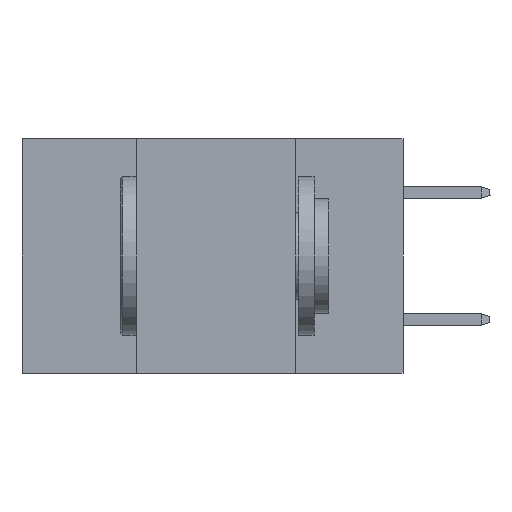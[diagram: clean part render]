
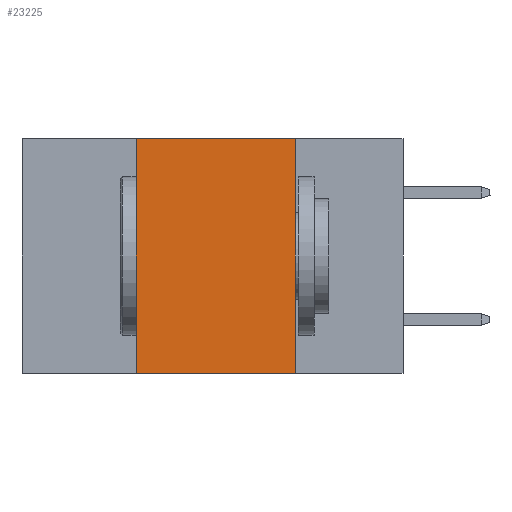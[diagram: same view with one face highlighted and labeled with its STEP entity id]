
A CAD part, left-side view. The second image highlights one B-rep face of the part: STEP entity #23225.
In plain terms, the highlighted planar face has unit normal (-1, 0, 0).
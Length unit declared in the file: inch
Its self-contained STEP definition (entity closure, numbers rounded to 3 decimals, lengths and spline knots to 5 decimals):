
#1102 = VERTEX_POINT ( 'NONE', #7661 ) ;
#2083 = EDGE_CURVE ( 'NONE', #1102, #24874, #5506, .T. ) ;
#3281 = CARTESIAN_POINT ( 'NONE',  ( 0., 0.17, 0. ) ) ;
#4739 = CARTESIAN_POINT ( 'NONE',  ( 0., 0.6, 0. ) ) ;
#4890 = DIRECTION ( 'NONE',  ( 0., -1., 0. ) ) ;
#5506 = LINE ( 'NONE', #17972, #9460 ) ;
#5883 = CARTESIAN_POINT ( 'NONE',  ( 0., 0.17, 0. ) ) ;
#6025 = EDGE_CURVE ( 'NONE', #24874, #7506, #37878, .T. ) ;
#7506 = VERTEX_POINT ( 'NONE', #3281 ) ;
#7661 = CARTESIAN_POINT ( 'NONE',  ( 0., 0.42, -0.37 ) ) ;
#9460 = VECTOR ( 'NONE', #33154, 39.37008 ) ;
#10787 = VECTOR ( 'NONE', #29809, 39.37008 ) ;
#10832 = CARTESIAN_POINT ( 'NONE',  ( 0., 0.6, -0.37 ) ) ;
#11031 = LINE ( 'NONE', #10832, #23373 ) ;
#14172 = CARTESIAN_POINT ( 'NONE',  ( 0., 0.17, -0.37 ) ) ;
#16397 = FACE_OUTER_BOUND ( 'NONE', #34495, .T. ) ;
#16781 = DIRECTION ( 'NONE',  ( 1., 0., 0. ) ) ;
#17972 = CARTESIAN_POINT ( 'NONE',  ( 0., 0.42, 0. ) ) ;
#19400 = ORIENTED_EDGE ( 'NONE', *, *, #21140, .F. ) ;
#21140 = EDGE_CURVE ( 'NONE', #7506, #35102, #27639, .T. ) ;
#23225 = ADVANCED_FACE ( 'NONE', ( #16397 ), #37340, .F. ) ;
#23373 = VECTOR ( 'NONE', #31960, 39.37008 ) ;
#23830 = CARTESIAN_POINT ( 'NONE',  ( 0., 0.6, 0. ) ) ;
#24809 = AXIS2_PLACEMENT_3D ( 'NONE', #4739, #16781, #28870 ) ;
#24874 = VERTEX_POINT ( 'NONE', #25999 ) ;
#25999 = CARTESIAN_POINT ( 'NONE',  ( 0., 0.42, 0. ) ) ;
#27639 = LINE ( 'NONE', #5883, #10787 ) ;
#28870 = DIRECTION ( 'NONE',  ( 0., 0., -1. ) ) ;
#29336 = ORIENTED_EDGE ( 'NONE', *, *, #6025, .F. ) ;
#29809 = DIRECTION ( 'NONE',  ( 0., 0., -1. ) ) ;
#31540 = VECTOR ( 'NONE', #4890, 39.37008 ) ;
#31960 = DIRECTION ( 'NONE',  ( 0., -1., 0. ) ) ;
#33154 = DIRECTION ( 'NONE',  ( 0., 0., 1. ) ) ;
#34495 = EDGE_LOOP ( 'NONE', ( #19400, #29336, #37339, #35525 ) ) ;
#35102 = VERTEX_POINT ( 'NONE', #14172 ) ;
#35105 = EDGE_CURVE ( 'NONE', #1102, #35102, #11031, .T. ) ;
#35525 = ORIENTED_EDGE ( 'NONE', *, *, #35105, .T. ) ;
#37339 = ORIENTED_EDGE ( 'NONE', *, *, #2083, .F. ) ;
#37340 = PLANE ( 'NONE',  #24809 ) ;
#37878 = LINE ( 'NONE', #23830, #31540 ) ;
